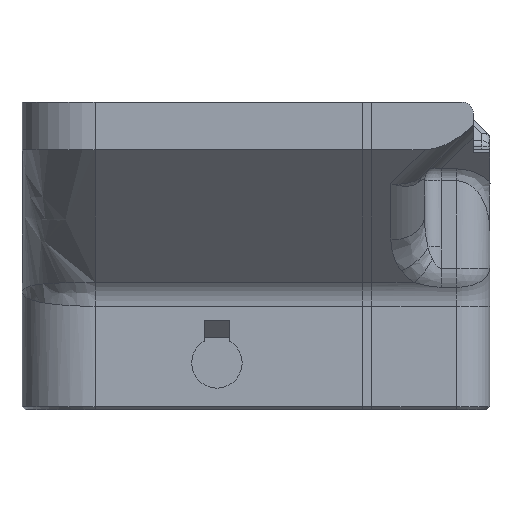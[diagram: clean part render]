
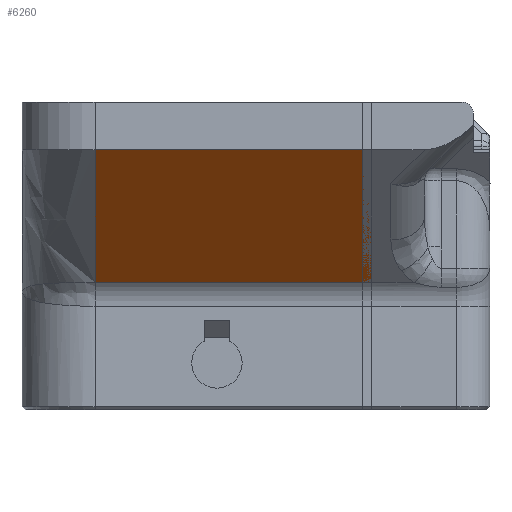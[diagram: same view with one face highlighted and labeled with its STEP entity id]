
A CAD part, left-side view. The second image highlights one B-rep face of the part: STEP entity #6260.
In plain terms, the highlighted planar face has unit normal (-0.707, 0, -0.707).
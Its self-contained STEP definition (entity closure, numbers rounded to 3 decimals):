
#954=FACE_OUTER_BOUND('',#1330,.T.);
#1330=EDGE_LOOP('',(#4340,#4341,#4342,#4343));
#1717=LINE('',#9187,#2226);
#1754=LINE('',#9313,#2263);
#1760=LINE('',#9333,#2269);
#1761=LINE('',#9334,#2270);
#2226=VECTOR('',#7375,10.);
#2263=VECTOR('',#7448,10.);
#2269=VECTOR('',#7468,10.);
#2270=VECTOR('',#7469,10.);
#2736=VERTEX_POINT('',#9184);
#2737=VERTEX_POINT('',#9186);
#2772=VERTEX_POINT('',#9311);
#2779=VERTEX_POINT('',#9332);
#3312=EDGE_CURVE('',#2737,#2736,#1717,.T.);
#3361=EDGE_CURVE('',#2772,#2736,#1754,.T.);
#3371=EDGE_CURVE('',#2779,#2772,#1760,.T.);
#3372=EDGE_CURVE('',#2737,#2779,#1761,.T.);
#4340=ORIENTED_EDGE('',*,*,#3312,.T.);
#4341=ORIENTED_EDGE('',*,*,#3361,.F.);
#4342=ORIENTED_EDGE('',*,*,#3371,.F.);
#4343=ORIENTED_EDGE('',*,*,#3372,.F.);
#6117=PLANE('',#6723);
#6260=ADVANCED_FACE('',(#954),#6117,.T.);
#6723=AXIS2_PLACEMENT_3D('',#9331,#7466,#7467);
#7375=DIRECTION('',(-0.707,0.,0.707));
#7448=DIRECTION('',(0.,-1.,0.));
#7466=DIRECTION('center_axis',(-0.707,0.,
-0.707));
#7467=DIRECTION('ref_axis',(-0.707,0.,0.707));
#7468=DIRECTION('',(-0.707,0.,0.707));
#7469=DIRECTION('',(0.,1.,0.));
#9184=CARTESIAN_POINT('',(-74.7,15.146,31.));
#9186=CARTESIAN_POINT('',(-58.872,15.146,15.172));
#9187=CARTESIAN_POINT('',(-51.395,15.146,7.695));
#9311=CARTESIAN_POINT('',(-74.7,48.,31.));
#9313=CARTESIAN_POINT('',(-74.7,0.,31.));
#9331=CARTESIAN_POINT('Origin',(-57.7,48.,14.));
#9332=CARTESIAN_POINT('',(-58.872,48.,15.172));
#9333=CARTESIAN_POINT('',(-57.7,48.,14.));
#9334=CARTESIAN_POINT('',(-58.872,24.,15.172));
